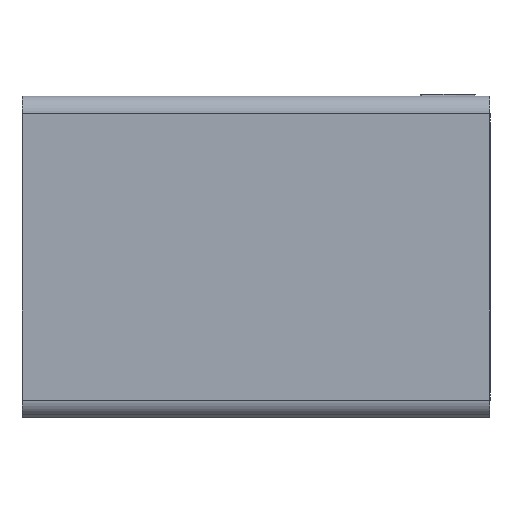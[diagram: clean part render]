
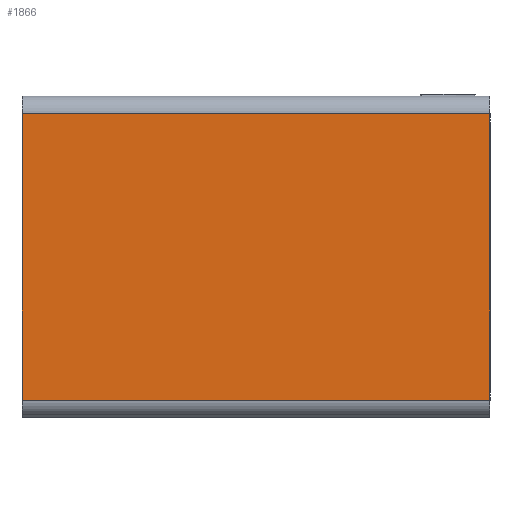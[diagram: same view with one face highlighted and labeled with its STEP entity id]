
A CAD part, left-side view. The second image highlights one B-rep face of the part: STEP entity #1866.
In plain terms, the highlighted planar face has unit normal (-1, 0, 0).
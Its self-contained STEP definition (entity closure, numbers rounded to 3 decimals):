
#112=FACE_OUTER_BOUND('',#219,.T.);
#219=EDGE_LOOP('',(#1280,#1281,#1282,#1283));
#355=LINE('',#2758,#574);
#370=LINE('',#2795,#589);
#371=LINE('',#2798,#590);
#372=LINE('',#2799,#591);
#574=VECTOR('',#2252,10.);
#589=VECTOR('',#2291,10.);
#590=VECTOR('',#2294,10.);
#591=VECTOR('',#2295,10.);
#796=VERTEX_POINT('',#2755);
#797=VERTEX_POINT('',#2757);
#807=VERTEX_POINT('',#2793);
#808=VERTEX_POINT('',#2797);
#976=EDGE_CURVE('',#796,#797,#355,.T.);
#995=EDGE_CURVE('',#796,#807,#370,.T.);
#996=EDGE_CURVE('',#808,#807,#371,.T.);
#997=EDGE_CURVE('',#797,#808,#372,.T.);
#1280=ORIENTED_EDGE('',*,*,#995,.T.);
#1281=ORIENTED_EDGE('',*,*,#996,.F.);
#1282=ORIENTED_EDGE('',*,*,#997,.F.);
#1283=ORIENTED_EDGE('',*,*,#976,.F.);
#1780=PLANE('',#2111);
#1866=ADVANCED_FACE('',(#112),#1780,.T.);
#2111=AXIS2_PLACEMENT_3D('',#2796,#2292,#2293);
#2252=DIRECTION('',(0.,0.,-1.));
#2291=DIRECTION('',(0.,1.,0.));
#2292=DIRECTION('center_axis',(-1.,0.,0.));
#2293=DIRECTION('ref_axis',(0.,0.,1.));
#2294=DIRECTION('',(0.,0.,1.));
#2295=DIRECTION('',(0.,1.,0.));
#2755=CARTESIAN_POINT('',(-0.8,-0.4,0.52));
#2757=CARTESIAN_POINT('',(-0.8,-0.4,0.03));
#2758=CARTESIAN_POINT('',(-0.8,-0.4,0.03));
#2793=CARTESIAN_POINT('',(-0.8,0.4,0.52));
#2795=CARTESIAN_POINT('',(-0.8,0.,0.52));
#2796=CARTESIAN_POINT('Origin',(-0.8,0.,0.03));
#2797=CARTESIAN_POINT('',(-0.8,0.4,0.03));
#2798=CARTESIAN_POINT('',(-0.8,0.4,0.03));
#2799=CARTESIAN_POINT('',(-0.8,0.,0.03));
